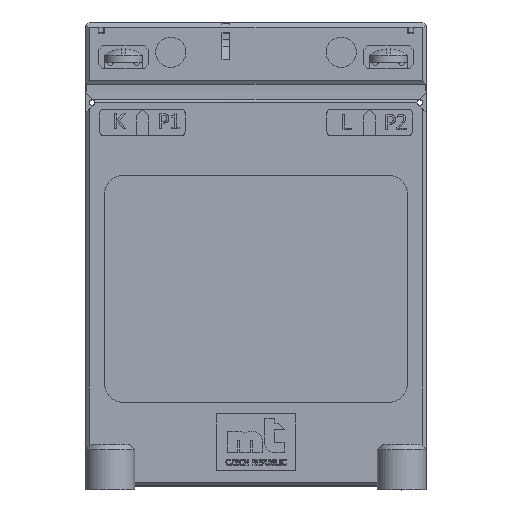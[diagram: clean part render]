
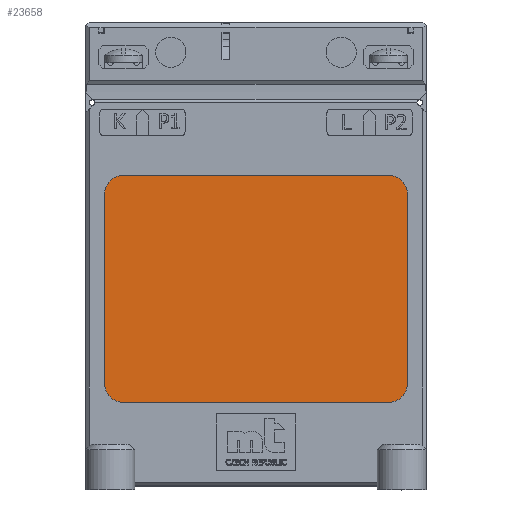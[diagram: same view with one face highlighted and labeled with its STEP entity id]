
A CAD part, top view. The second image highlights one B-rep face of the part: STEP entity #23658.
In plain terms, the highlighted face is planar.
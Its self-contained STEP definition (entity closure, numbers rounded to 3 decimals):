
#791=CIRCLE('',#25165,5.);
#792=CIRCLE('',#25168,5.);
#793=CIRCLE('',#25171,5.);
#794=CIRCLE('',#25174,5.);
#1303=PLANE('',#25176);
#2258=FACE_OUTER_BOUND('',#3584,.T.);
#3584=EDGE_LOOP('',(#18441,#18442,#18443,#18444,#18445,#18446,#18447,#18448));
#5462=LINE('',#35231,#8007);
#5465=LINE('',#35239,#8010);
#5468=LINE('',#35247,#8013);
#5470=LINE('',#35253,#8015);
#8007=VECTOR('',#27764,10.);
#8010=VECTOR('',#27773,10.);
#8013=VECTOR('',#27782,10.);
#8015=VECTOR('',#27790,10.);
#11101=VERTEX_POINT('',#35223);
#11102=VERTEX_POINT('',#35225);
#11103=VERTEX_POINT('',#35229);
#11104=VERTEX_POINT('',#35233);
#11105=VERTEX_POINT('',#35237);
#11106=VERTEX_POINT('',#35241);
#11107=VERTEX_POINT('',#35245);
#11108=VERTEX_POINT('',#35249);
#13806=EDGE_CURVE('',#11101,#11102,#791,.T.);
#13809=EDGE_CURVE('',#11103,#11101,#5462,.T.);
#13811=EDGE_CURVE('',#11104,#11103,#792,.T.);
#13813=EDGE_CURVE('',#11105,#11104,#5465,.T.);
#13815=EDGE_CURVE('',#11106,#11105,#793,.T.);
#13817=EDGE_CURVE('',#11107,#11106,#5468,.T.);
#13819=EDGE_CURVE('',#11108,#11107,#794,.T.);
#13820=EDGE_CURVE('',#11102,#11108,#5470,.T.);
#18441=ORIENTED_EDGE('',*,*,#13820,.F.);
#18442=ORIENTED_EDGE('',*,*,#13806,.F.);
#18443=ORIENTED_EDGE('',*,*,#13809,.F.);
#18444=ORIENTED_EDGE('',*,*,#13811,.F.);
#18445=ORIENTED_EDGE('',*,*,#13813,.F.);
#18446=ORIENTED_EDGE('',*,*,#13815,.F.);
#18447=ORIENTED_EDGE('',*,*,#13817,.F.);
#18448=ORIENTED_EDGE('',*,*,#13819,.F.);
#23658=ADVANCED_FACE('',(#2258),#1303,.T.);
#25165=AXIS2_PLACEMENT_3D('',#35226,#27758,#27759);
#25168=AXIS2_PLACEMENT_3D('',#35235,#27768,#27769);
#25171=AXIS2_PLACEMENT_3D('',#35243,#27777,#27778);
#25174=AXIS2_PLACEMENT_3D('',#35251,#27786,#27787);
#25176=AXIS2_PLACEMENT_3D('',#35254,#27791,#27792);
#27758=DIRECTION('center_axis',(0.,0.,1.));
#27759=DIRECTION('ref_axis',(0.,-1.,0.));
#27764=DIRECTION('',(0.,-1.,0.));
#27768=DIRECTION('center_axis',(0.,0.,1.));
#27769=DIRECTION('ref_axis',(-1.,0.,0.));
#27773=DIRECTION('',(-1.,0.,0.));
#27777=DIRECTION('center_axis',(0.,0.,1.));
#27778=DIRECTION('ref_axis',(0.,1.,0.));
#27782=DIRECTION('',(0.,1.,0.));
#27786=DIRECTION('center_axis',(0.,0.,1.));
#27787=DIRECTION('ref_axis',(1.,0.,0.));
#27790=DIRECTION('',(1.,0.,0.));
#27791=DIRECTION('center_axis',(0.,0.,-1.));
#27792=DIRECTION('ref_axis',(-1.,0.,0.));
#35223=CARTESIAN_POINT('',(-40.,27.,0.1));
#35225=CARTESIAN_POINT('',(-35.,22.,0.1));
#35226=CARTESIAN_POINT('Origin',(-35.,27.,0.1));
#35229=CARTESIAN_POINT('',(-40.,77.,0.1));
#35231=CARTESIAN_POINT('',(-40.,27.,0.1));
#35233=CARTESIAN_POINT('',(-35.,82.,0.1));
#35235=CARTESIAN_POINT('Origin',(-35.,77.,0.1));
#35237=CARTESIAN_POINT('',(35.,82.,0.1));
#35239=CARTESIAN_POINT('',(-35.,82.,0.1));
#35241=CARTESIAN_POINT('',(40.,77.,0.1));
#35243=CARTESIAN_POINT('Origin',(35.,77.,0.1));
#35245=CARTESIAN_POINT('',(40.,27.,0.1));
#35247=CARTESIAN_POINT('',(40.,77.,0.1));
#35249=CARTESIAN_POINT('',(35.,22.,0.1));
#35251=CARTESIAN_POINT('Origin',(35.,27.,0.1));
#35253=CARTESIAN_POINT('',(35.,22.,0.1));
#35254=CARTESIAN_POINT('Origin',(0.,52.,0.1));
